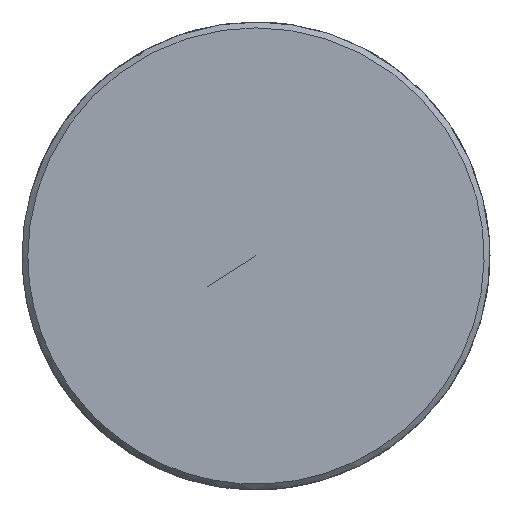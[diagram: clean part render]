
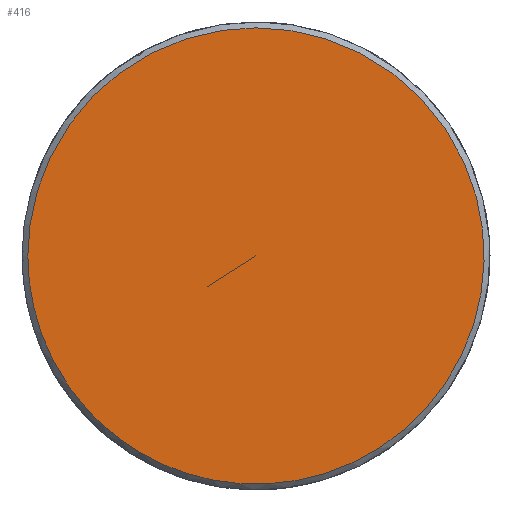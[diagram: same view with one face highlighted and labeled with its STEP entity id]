
A CAD part, left-side view. The second image highlights one B-rep face of the part: STEP entity #416.
In plain terms, the highlighted free-form (B-spline) face has degree [5, 1] with [6, 2] control points.
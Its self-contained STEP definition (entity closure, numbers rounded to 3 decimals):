
#344 = CARTESIAN_POINT ('', (-152., 9.75, 0.));
#345 = VERTEX_POINT ('', #344);
#353 = CARTESIAN_POINT ('', (-152., 9.75, 0.));
#354 = CARTESIAN_POINT ('', (-152., 9.75, 39.));
#355 = CARTESIAN_POINT ('', (-152., -29.25, 19.5));
#356 = CARTESIAN_POINT ('', (-152., -29.25, -19.5));
#357 = CARTESIAN_POINT ('', (-152., 9.75, -39.));
#358 = CARTESIAN_POINT ('', (-152., 9.75, 0.));
#359 = (
   BOUNDED_CURVE ()
   B_SPLINE_CURVE (5, (#353, #354, #355, #356, #357, #358), .UNSPECIFIED., .T., .U.)
   B_SPLINE_CURVE_WITH_KNOTS ((6, 6), (0., 1.), .UNSPECIFIED.)
   CURVE ()
   GEOMETRIC_REPRESENTATION_ITEM ()
   RATIONAL_B_SPLINE_CURVE ((5., 1., 1., 1., 1., 5.))
   REPRESENTATION_ITEM ('')
);
#360 = EDGE_CURVE ('', #345, #345, #359, .T.);
#392 = CARTESIAN_POINT ('', (-152., 0., 0.));
#393 = VERTEX_POINT ('', #392);
#394 = CARTESIAN_POINT ('', (-152., 0., 0.));
#395 = CARTESIAN_POINT ('', (-152., 9.75, 0.));
#396 = B_SPLINE_CURVE_WITH_KNOTS ('', 1, (#394, #395), .UNSPECIFIED., .F., .U., (2, 2), (0., 1.), .UNSPECIFIED.);
#397 = EDGE_CURVE ('', #393, #345, #396, .T.);
#398 = ORIENTED_EDGE ('', *, *, #397, .F.);
#399 = ORIENTED_EDGE ('', *, *, #397, .T.);
#400 = ORIENTED_EDGE ('', *, *, #360, .F.);
#401 = EDGE_LOOP ('', (#398, #399, #400));
#402 = FACE_OUTER_BOUND ('', #401, .T.);
#403 = CARTESIAN_POINT ('', (-152., 0., 0.));
#404 = CARTESIAN_POINT ('', (-152., 9.75, 0.));
#405 = CARTESIAN_POINT ('', (-152., 0., 0.));
#406 = CARTESIAN_POINT ('', (-152., 9.75, 39.));
#407 = CARTESIAN_POINT ('', (-152., 0., 0.));
#408 = CARTESIAN_POINT ('', (-152., -29.25, 19.5));
#409 = CARTESIAN_POINT ('', (-152., 0., 0.));
#410 = CARTESIAN_POINT ('', (-152., -29.25, -19.5));
#411 = CARTESIAN_POINT ('', (-152., 0., 0.));
#412 = CARTESIAN_POINT ('', (-152., 9.75, -39.));
#413 = CARTESIAN_POINT ('', (-152., 0., 0.));
#414 = CARTESIAN_POINT ('', (-152., 9.75, 0.));
#415 = (
   BOUNDED_SURFACE ()
   B_SPLINE_SURFACE (5, 1, ((#403, #404), (#405, #406), (#407, #408), (#409, #410), (#411, #412), (#413, #414)), .UNSPECIFIED., .T., .F., .U.)
   B_SPLINE_SURFACE_WITH_KNOTS ((6, 6), (2, 2), (0., 1.), (0., 1.), .UNSPECIFIED.)
   SURFACE ()
   GEOMETRIC_REPRESENTATION_ITEM ()
   RATIONAL_B_SPLINE_SURFACE (((5., 5.), (1., 1.), (1., 1.), (1., 1.), (1., 1.), (5., 5.)))
   REPRESENTATION_ITEM ('')
);
#416 = ADVANCED_FACE ('', (#402), #415, .T.);
